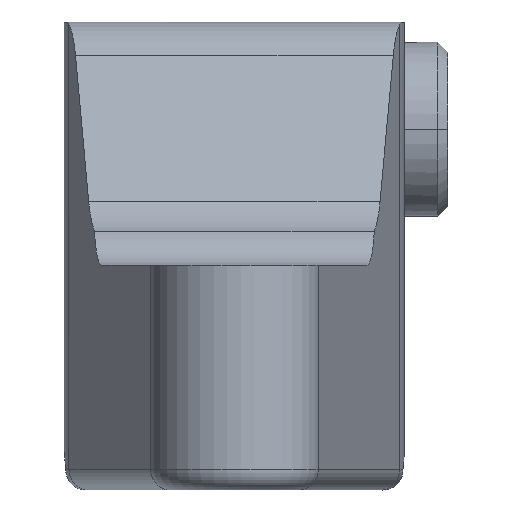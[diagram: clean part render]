
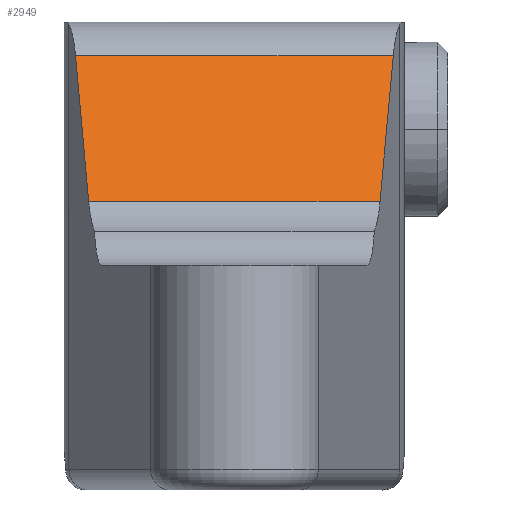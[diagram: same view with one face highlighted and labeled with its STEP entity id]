
A CAD part, front view. The second image highlights one B-rep face of the part: STEP entity #2949.
In plain terms, the highlighted planar face has unit normal (0, -0.88, 0.475).
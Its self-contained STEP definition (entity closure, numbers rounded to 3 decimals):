
#284=DIRECTION('',(-1.,0.,0.));
#285=VECTOR('',#284,23.717);
#286=CARTESIAN_POINT('',(11.859,-12.151,32.425));
#287=LINE('',#286,#285);
#318=DIRECTION('',(0.08,0.474,0.877));
#319=VECTOR('',#318,12.393);
#320=CARTESIAN_POINT('',(10.873,-18.024,21.555));
#321=LINE('',#320,#319);
#357=DIRECTION('',(-0.08,0.474,0.877));
#358=VECTOR('',#357,12.393);
#359=CARTESIAN_POINT('',(-10.873,-18.024,21.555));
#360=LINE('',#359,#358);
#1470=DIRECTION('',(-1.,0.,0.));
#1471=VECTOR('',#1470,21.746);
#1472=CARTESIAN_POINT('',(10.873,-18.024,21.555));
#1473=LINE('',#1472,#1471);
#1499=CARTESIAN_POINT('',(-10.873,-18.024,
21.555));
#1500=CARTESIAN_POINT('',(-11.859,-12.151,
32.425));
#1501=VERTEX_POINT('',#1499);
#1502=VERTEX_POINT('',#1500);
#1503=CARTESIAN_POINT('',(10.873,-18.024,21.555));
#1504=CARTESIAN_POINT('',(11.859,-12.151,32.425));
#1505=VERTEX_POINT('',#1503);
#1506=VERTEX_POINT('',#1504);
#2937=CARTESIAN_POINT('',(15.24,-18.024,21.555));
#2938=DIRECTION('',(0.,0.88,-0.475));
#2939=DIRECTION('',(0.,0.475,0.88));
#2940=AXIS2_PLACEMENT_3D('',#2937,#2938,#2939);
#2941=PLANE('',#2940);
#2942=ORIENTED_EDGE('',*,*,#1882,.T.);
#2943=ORIENTED_EDGE('',*,*,#1821,.F.);
#2944=ORIENTED_EDGE('',*,*,#1843,.F.);
#2946=ORIENTED_EDGE('',*,*,#2945,.T.);
#2947=EDGE_LOOP('',(#2942,#2943,#2944,#2946));
#2948=FACE_OUTER_BOUND('',#2947,.F.);
#2949=ADVANCED_FACE('',(#2948),#2941,.F.);
#1821=EDGE_CURVE('',#1506,#1502,#287,.T.);
#1843=EDGE_CURVE('',#1505,#1506,#321,.T.);
#1882=EDGE_CURVE('',#1501,#1502,#360,.T.);
#2945=EDGE_CURVE('',#1505,#1501,#1473,.T.);
